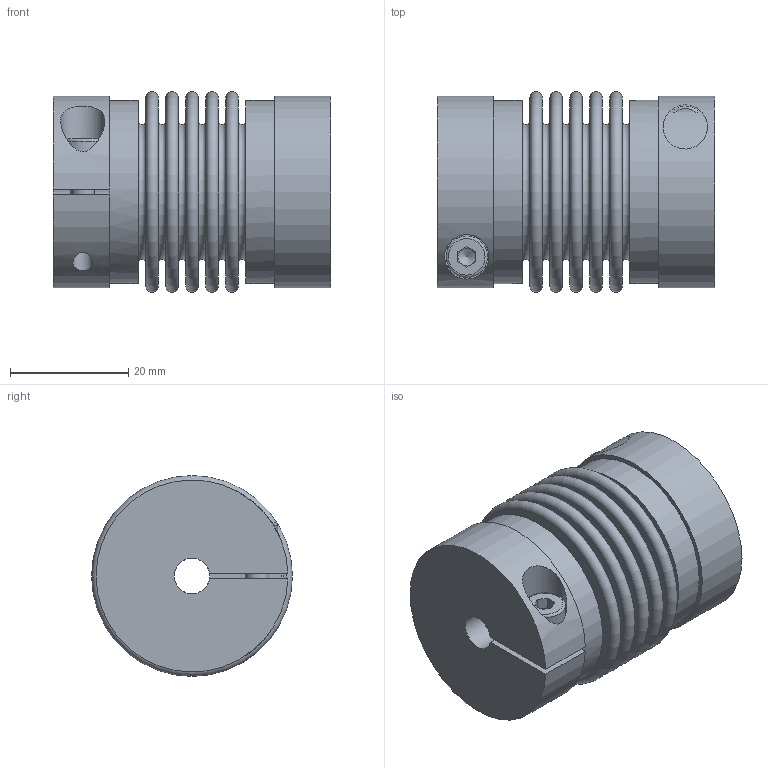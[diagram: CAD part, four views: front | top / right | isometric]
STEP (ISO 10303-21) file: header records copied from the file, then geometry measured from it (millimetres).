
FILE_DESCRIPTION( ( 'Unknown' ), '1' );
FILE_NAME( 'MKP 7.stp', 'Unknown', ( 'Unknown' ), ( 'Unknown' ), 'PSStep 10.1', 'Unknown', ' ' );
FILE_SCHEMA( ( 'AUTOMOTIVE_DESIGN { 1 0 10303 214 1 1 1 1 }' ) );
Length unit declared in the file: millimetre
Products named in the file (1): MKP  7
Bounding box: 47 x 34 x 34 mm (x, y, z)
Volume: 23619.3 mm3; surface area: 20115 mm2
Topology: 1 solids, 2 shells, 113 faces, 228 edges, 146 vertices
Faces by surface type: plane 68, torus 24, cylinder 19, cone 2
Full cylindrical faces by diameter (mm): 3.3 x2, 4 x2, 4.5 x2, 7 x2, 7.5 x2, 31 x2
Entity records: 4354 total; most frequent: CARTESIAN_POINT 1213, DIRECTION 494, ORIENTED_EDGE 356, AXIS2_PLACEMENT_3D 207, EDGE_LOOP 184, EDGE_CURVE 178, FACE_OUTER_BOUND 148, VERTEX_POINT 136
